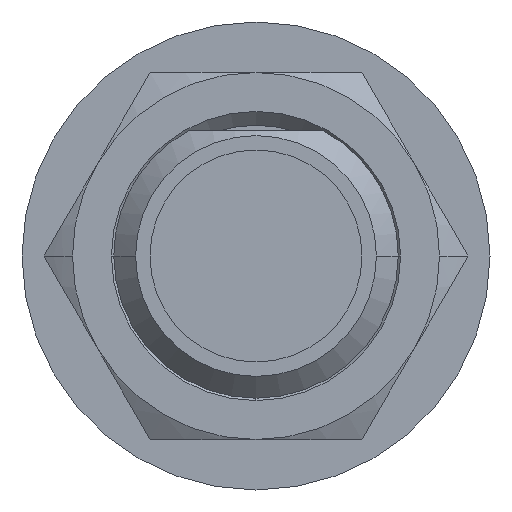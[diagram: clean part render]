
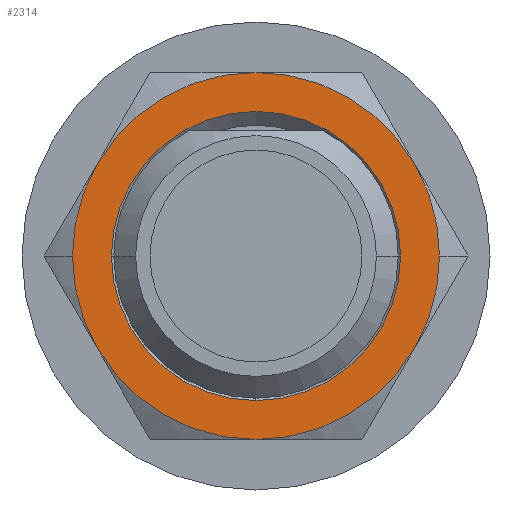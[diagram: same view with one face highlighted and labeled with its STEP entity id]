
A CAD part, left-side view. The second image highlights one B-rep face of the part: STEP entity #2314.
In plain terms, the highlighted planar face has unit normal (-1, 0, 0).
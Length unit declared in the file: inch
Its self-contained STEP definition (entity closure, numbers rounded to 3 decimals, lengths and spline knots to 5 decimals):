
#37 = AXIS2_PLACEMENT_3D ( 'NONE', #1748, #2062, #567 ) ;
#69 = CARTESIAN_POINT ( 'NONE',  ( 0., -0.13638, 0.07874 ) ) ;
#74 = CIRCLE ( 'NONE', #1700, 0.15748 ) ;
#97 = CIRCLE ( 'NONE', #847, 0.15748 ) ;
#106 = CIRCLE ( 'NONE', #1794, 0.15748 ) ;
#189 = DIRECTION ( 'NONE',  ( -1., 0., 0. ) ) ;
#404 = CARTESIAN_POINT ( 'NONE',  ( 0., 0., 0. ) ) ;
#453 = CARTESIAN_POINT ( 'NONE',  ( 0., 0., 0. ) ) ;
#471 = CIRCLE ( 'NONE', #37, 0.15748 ) ;
#473 = VERTEX_POINT ( 'NONE', #3640 ) ;
#495 = ORIENTED_EDGE ( 'NONE', *, *, #2141, .T. ) ;
#530 = CIRCLE ( 'NONE', #1155, 0.12402 ) ;
#531 = CARTESIAN_POINT ( 'NONE',  ( 0., -0.13638, -0.07874 ) ) ;
#567 = DIRECTION ( 'NONE',  ( 0., -0.866, -0.5 ) ) ;
#697 = ORIENTED_EDGE ( 'NONE', *, *, #2580, .T. ) ;
#699 = ORIENTED_EDGE ( 'NONE', *, *, #1500, .F. ) ;
#702 = EDGE_CURVE ( 'NONE', #1991, #1052, #97, .T. ) ;
#763 = EDGE_LOOP ( 'NONE', ( #3328, #3153, #495, #3137, #1337, #699, #2761, #823 ) ) ;
#771 = DIRECTION ( 'NONE',  ( 0., 1., 0. ) ) ;
#806 = EDGE_CURVE ( 'NONE', #3041, #1991, #2787, .T. ) ;
#823 = ORIENTED_EDGE ( 'NONE', *, *, #702, .T. ) ;
#833 = CARTESIAN_POINT ( 'NONE',  ( 0., 0., 0. ) ) ;
#847 = AXIS2_PLACEMENT_3D ( 'NONE', #1987, #3187, #2931 ) ;
#864 = VERTEX_POINT ( 'NONE', #3282 ) ;
#904 = EDGE_CURVE ( 'NONE', #1876, #2448, #530, .T. ) ;
#945 = EDGE_CURVE ( 'NONE', #2921, #1164, #471, .T. ) ;
#976 = EDGE_LOOP ( 'NONE', ( #1982, #697, #1557 ) ) ;
#1001 = FACE_BOUND ( 'NONE', #976, .T. ) ;
#1052 = VERTEX_POINT ( 'NONE', #1919 ) ;
#1153 = DIRECTION ( 'NONE',  ( 0., 0.866, 0.5 ) ) ;
#1155 = AXIS2_PLACEMENT_3D ( 'NONE', #2401, #3566, #1472 ) ;
#1164 = VERTEX_POINT ( 'NONE', #2296 ) ;
#1178 = DIRECTION ( 'NONE',  ( 0., -1., 0. ) ) ;
#1287 = DIRECTION ( 'NONE',  ( 0., 0.866, 0.5 ) ) ;
#1334 = CIRCLE ( 'NONE', #1774, 0.15748 ) ;
#1337 = ORIENTED_EDGE ( 'NONE', *, *, #2628, .F. ) ;
#1358 = CARTESIAN_POINT ( 'NONE',  ( 0., 0.12402, 0. ) ) ;
#1407 = CARTESIAN_POINT ( 'NONE',  ( 0., -0.12402, 0. ) ) ;
#1423 = CARTESIAN_POINT ( 'NONE',  ( 0., 0.15748, 0. ) ) ;
#1472 = DIRECTION ( 'NONE',  ( 0., -1., 0. ) ) ;
#1500 = EDGE_CURVE ( 'NONE', #3041, #473, #106, .T. ) ;
#1527 = DIRECTION ( 'NONE',  ( 1., 0., 0. ) ) ;
#1543 = DIRECTION ( 'NONE',  ( 0., -0.866, -0.5 ) ) ;
#1557 = ORIENTED_EDGE ( 'NONE', *, *, #3762, .T. ) ;
#1564 = EDGE_CURVE ( 'NONE', #1164, #1052, #2212, .T. ) ;
#1600 = FACE_OUTER_BOUND ( 'NONE', #763, .T. ) ;
#1617 = EDGE_CURVE ( 'NONE', #864, #2217, #1334, .T. ) ;
#1651 = DIRECTION ( 'NONE',  ( -1., 0., 0. ) ) ;
#1700 = AXIS2_PLACEMENT_3D ( 'NONE', #404, #1861, #1543 ) ;
#1748 = CARTESIAN_POINT ( 'NONE',  ( 0., 0., 0. ) ) ;
#1774 = AXIS2_PLACEMENT_3D ( 'NONE', #3511, #189, #2585 ) ;
#1794 = AXIS2_PLACEMENT_3D ( 'NONE', #2171, #1527, #1287 ) ;
#1861 = DIRECTION ( 'NONE',  ( -1., 0., 0. ) ) ;
#1876 = VERTEX_POINT ( 'NONE', #1407 ) ;
#1891 = PLANE ( 'NONE',  #2453 ) ;
#1919 = CARTESIAN_POINT ( 'NONE',  ( 0., 0.13638, -0.07874 ) ) ;
#1952 = AXIS2_PLACEMENT_3D ( 'NONE', #833, #2050, #2934 ) ;
#1982 = ORIENTED_EDGE ( 'NONE', *, *, #904, .T. ) ;
#1987 = CARTESIAN_POINT ( 'NONE',  ( 0., 0., 0. ) ) ;
#1990 = CARTESIAN_POINT ( 'NONE',  ( 0., 0., -0.12402 ) ) ;
#1991 = VERTEX_POINT ( 'NONE', #1423 ) ;
#2016 = AXIS2_PLACEMENT_3D ( 'NONE', #2267, #2565, #771 ) ;
#2050 = DIRECTION ( 'NONE',  ( 1., 0., 0. ) ) ;
#2062 = DIRECTION ( 'NONE',  ( 1., 0., 0. ) ) ;
#2141 = EDGE_CURVE ( 'NONE', #2921, #864, #74, .T. ) ;
#2168 = DIRECTION ( 'NONE',  ( 0., 1., 0. ) ) ;
#2171 = CARTESIAN_POINT ( 'NONE',  ( 0., 0., 0. ) ) ;
#2212 = CIRCLE ( 'NONE', #3157, 0.15748 ) ;
#2217 = VERTEX_POINT ( 'NONE', #69 ) ;
#2267 = CARTESIAN_POINT ( 'NONE',  ( 0., 0., 0. ) ) ;
#2296 = CARTESIAN_POINT ( 'NONE',  ( 0., 0., -0.15748 ) ) ;
#2314 = ADVANCED_FACE ( 'NONE', ( #1001, #1600 ), #1891, .F. ) ;
#2367 = CARTESIAN_POINT ( 'NONE',  ( 0., 0., 0. ) ) ;
#2401 = CARTESIAN_POINT ( 'NONE',  ( 0., 0., 0. ) ) ;
#2448 = VERTEX_POINT ( 'NONE', #1990 ) ;
#2453 = AXIS2_PLACEMENT_3D ( 'NONE', #2527, #2814, #2168 ) ;
#2471 = VERTEX_POINT ( 'NONE', #1358 ) ;
#2527 = CARTESIAN_POINT ( 'NONE',  ( 0., 0., 0. ) ) ;
#2565 = DIRECTION ( 'NONE',  ( 1., 0., 0. ) ) ;
#2567 = DIRECTION ( 'NONE',  ( 0., 0., -1. ) ) ;
#2580 = EDGE_CURVE ( 'NONE', #2448, #2471, #3841, .T. ) ;
#2585 = DIRECTION ( 'NONE',  ( 0., -0.866, -0.5 ) ) ;
#2606 = DIRECTION ( 'NONE',  ( 1., 0., 0. ) ) ;
#2628 = EDGE_CURVE ( 'NONE', #473, #2217, #3396, .T. ) ;
#2680 = DIRECTION ( 'NONE',  ( 1., 0., 0. ) ) ;
#2761 = ORIENTED_EDGE ( 'NONE', *, *, #806, .T. ) ;
#2787 = CIRCLE ( 'NONE', #3800, 0.15748 ) ;
#2814 = DIRECTION ( 'NONE',  ( 1., 0., 0. ) ) ;
#2832 = AXIS2_PLACEMENT_3D ( 'NONE', #2367, #2680, #1178 ) ;
#2862 = CARTESIAN_POINT ( 'NONE',  ( 0., 0., 0. ) ) ;
#2921 = VERTEX_POINT ( 'NONE', #531 ) ;
#2931 = DIRECTION ( 'NONE',  ( 0., 0.866, 0.5 ) ) ;
#2934 = DIRECTION ( 'NONE',  ( 0., 0., 1. ) ) ;
#2956 = CIRCLE ( 'NONE', #2016, 0.12402 ) ;
#3041 = VERTEX_POINT ( 'NONE', #3264 ) ;
#3137 = ORIENTED_EDGE ( 'NONE', *, *, #1617, .T. ) ;
#3153 = ORIENTED_EDGE ( 'NONE', *, *, #945, .F. ) ;
#3157 = AXIS2_PLACEMENT_3D ( 'NONE', #2862, #2606, #2567 ) ;
#3187 = DIRECTION ( 'NONE',  ( -1., 0., 0. ) ) ;
#3264 = CARTESIAN_POINT ( 'NONE',  ( 0., 0.13638, 0.07874 ) ) ;
#3282 = CARTESIAN_POINT ( 'NONE',  ( 0., -0.15748, 0. ) ) ;
#3328 = ORIENTED_EDGE ( 'NONE', *, *, #1564, .F. ) ;
#3396 = CIRCLE ( 'NONE', #1952, 0.15748 ) ;
#3511 = CARTESIAN_POINT ( 'NONE',  ( 0., 0., 0. ) ) ;
#3566 = DIRECTION ( 'NONE',  ( 1., 0., 0. ) ) ;
#3640 = CARTESIAN_POINT ( 'NONE',  ( 0., 0., 0.15748 ) ) ;
#3762 = EDGE_CURVE ( 'NONE', #2471, #1876, #2956, .T. ) ;
#3800 = AXIS2_PLACEMENT_3D ( 'NONE', #453, #1651, #1153 ) ;
#3841 = CIRCLE ( 'NONE', #2832, 0.12402 ) ;
